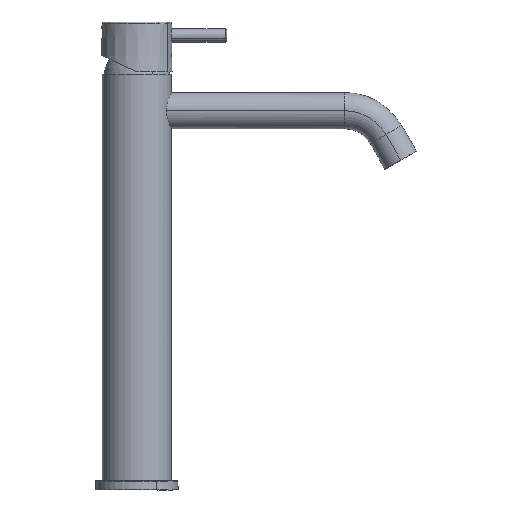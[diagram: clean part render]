
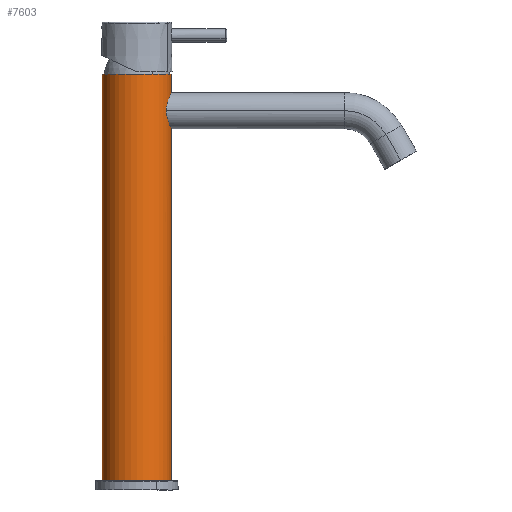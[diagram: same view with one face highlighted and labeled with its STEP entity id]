
A CAD part, front view. The second image highlights one B-rep face of the part: STEP entity #7603.
In plain terms, the highlighted cylindrical face has radius 21 mm (diameter 42 mm), a partial arc.
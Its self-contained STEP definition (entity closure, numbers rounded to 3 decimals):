
#5187=CARTESIAN_POINT('Axis2P3D Location',(0.,0.,0.)) ;
#5191=CARTESIAN_POINT('Vertex',(-21.,0.,0.)) ;
#5193=CARTESIAN_POINT('Vertex',(21.,0.,0.)) ;
#5215=CARTESIAN_POINT('Vertex',(21.,0.,246.5)) ;
#5217=CARTESIAN_POINT('Vertex',(-21.,0.,246.5)) ;
#5220=CARTESIAN_POINT('Axis2P3D Location',(0.,0.,246.5)) ;
#5326=CARTESIAN_POINT('Vertex',(21.,0.,235.5)) ;
#5330=CARTESIAN_POINT('Control Point',(20.494,-4.583,234.5)) ;
#5331=CARTESIAN_POINT('Control Point',(20.731,-3.522,234.986)) ;
#5332=CARTESIAN_POINT('Control Point',(20.91,-2.381,235.328)) ;
#5333=CARTESIAN_POINT('Control Point',(21.,-1.19,235.5)) ;
#5334=CARTESIAN_POINT('Control Point',(21.,0.,235.5)) ;
#5335=CARTESIAN_POINT('Vertex',(20.494,-4.583,234.5)) ;
#5339=CARTESIAN_POINT('Control Point',(17.889,-11.,224.5)) ;
#5340=CARTESIAN_POINT('Control Point',(17.889,-11.,225.878)) ;
#5341=CARTESIAN_POINT('Control Point',(18.021,-10.784,227.256)) ;
#5342=CARTESIAN_POINT('Control Point',(18.286,-10.354,228.566)) ;
#5343=CARTESIAN_POINT('Control Point',(18.912,-9.217,230.819)) ;
#5344=CARTESIAN_POINT('Control Point',(19.635,-7.526,232.645)) ;
#5345=CARTESIAN_POINT('Control Point',(19.963,-6.634,233.389)) ;
#5346=CARTESIAN_POINT('Control Point',(20.256,-5.646,234.013)) ;
#5347=CARTESIAN_POINT('Control Point',(20.494,-4.583,234.5)) ;
#5348=CARTESIAN_POINT('Vertex',(17.889,-11.,224.5)) ;
#5431=CARTESIAN_POINT('Control Point',(17.889,-11.,224.5)) ;
#5432=CARTESIAN_POINT('Control Point',(17.889,-11.,223.122)) ;
#5433=CARTESIAN_POINT('Control Point',(18.021,-10.784,221.744)) ;
#5434=CARTESIAN_POINT('Control Point',(18.286,-10.354,220.434)) ;
#5435=CARTESIAN_POINT('Control Point',(18.842,-9.344,218.433)) ;
#5436=CARTESIAN_POINT('Control Point',(19.475,-7.897,216.768)) ;
#5437=CARTESIAN_POINT('Control Point',(19.725,-7.259,216.166)) ;
#5438=CARTESIAN_POINT('Control Point',(20.289,-5.612,214.894)) ;
#5439=CARTESIAN_POINT('Control Point',(20.725,-3.676,214.024)) ;
#5440=CARTESIAN_POINT('Control Point',(20.909,-2.479,213.675)) ;
#5441=CARTESIAN_POINT('Control Point',(21.,-1.24,213.5)) ;
#5442=CARTESIAN_POINT('Control Point',(21.,0.,213.5)) ;
#5443=CARTESIAN_POINT('Vertex',(21.,0.,213.5)) ;
#7529=CARTESIAN_POINT('Axis2P3D Location',(0.,0.,114.5)) ;
#7558=CARTESIAN_POINT('Line Origine',(-21.,0.,114.5)) ;
#7562=CARTESIAN_POINT('Vertex',(-21.,0.,234.5)) ;
#7565=CARTESIAN_POINT('Line Origine',(21.,0.,114.5)) ;
#7570=CARTESIAN_POINT('Line Origine',(21.,0.,114.5)) ;
#7575=CARTESIAN_POINT('Line Origine',(-21.,0.,114.5)) ;
#7560=VECTOR('Line Direction',#7559,1.) ;
#7567=VECTOR('Line Direction',#7566,1.) ;
#7572=VECTOR('Line Direction',#7571,1.) ;
#7577=VECTOR('Line Direction',#7576,1.) ;
#5188=DIRECTION('Axis2P3D Direction',(0.,0.,1.)) ;
#5221=DIRECTION('Axis2P3D Direction',(0.,0.,1.)) ;
#7530=DIRECTION('Axis2P3D Direction',(0.,0.,-1.)) ;
#7531=DIRECTION('Axis2P3D XDirection',(1.,0.,0.)) ;
#7559=DIRECTION('Vector Direction',(0.,0.,-1.)) ;
#7566=DIRECTION('Vector Direction',(0.,0.,-1.)) ;
#7571=DIRECTION('Vector Direction',(0.,0.,-1.)) ;
#7576=DIRECTION('Vector Direction',(0.,0.,-1.)) ;
#5189=AXIS2_PLACEMENT_3D('Circle Axis2P3D',#5187,#5188,$) ;
#5222=AXIS2_PLACEMENT_3D('Circle Axis2P3D',#5220,#5221,$) ;
#7532=AXIS2_PLACEMENT_3D('Cylinder Axis2P3D',#7529,#7530,#7531) ;
#7561=LINE('Line',#7558,#7560) ;
#7568=LINE('Line',#7565,#7567) ;
#7573=LINE('Line',#7570,#7572) ;
#7578=LINE('Line',#7575,#7577) ;
#5190=CIRCLE('generated circle',#5189,21.) ;
#5223=CIRCLE('generated circle',#5222,21.) ;
#7533=CYLINDRICAL_SURFACE('generated cylinder',#7532,21.) ;
#5195=EDGE_CURVE('',#5192,#5194,#5190,.T.) ;
#5224=EDGE_CURVE('',#5218,#5216,#5223,.T.) ;
#5337=EDGE_CURVE('',#5336,#5327,#5329,.T.) ;
#5350=EDGE_CURVE('',#5349,#5336,#5338,.T.) ;
#5445=EDGE_CURVE('',#5349,#5444,#5430,.T.) ;
#7564=EDGE_CURVE('',#7563,#5218,#7561,.F.) ;
#7569=EDGE_CURVE('',#5327,#5216,#7568,.F.) ;
#7574=EDGE_CURVE('',#5194,#5444,#7573,.F.) ;
#7579=EDGE_CURVE('',#5192,#7563,#7578,.F.) ;
#7593=ORIENTED_EDGE('',*,*,#7574,.T.) ;
#7594=ORIENTED_EDGE('',*,*,#5445,.F.) ;
#7595=ORIENTED_EDGE('',*,*,#5350,.T.) ;
#7596=ORIENTED_EDGE('',*,*,#5337,.T.) ;
#7597=ORIENTED_EDGE('',*,*,#7569,.T.) ;
#7598=ORIENTED_EDGE('',*,*,#5224,.F.) ;
#7599=ORIENTED_EDGE('',*,*,#7564,.F.) ;
#7600=ORIENTED_EDGE('',*,*,#7579,.F.) ;
#7601=ORIENTED_EDGE('',*,*,#5195,.T.) ;
#7592=EDGE_LOOP('',(#7593,#7594,#7595,#7596,#7597,#7598,#7599,#7600,#7601)) ;
#5192=VERTEX_POINT('',#5191) ;
#5194=VERTEX_POINT('',#5193) ;
#5216=VERTEX_POINT('',#5215) ;
#5218=VERTEX_POINT('',#5217) ;
#5327=VERTEX_POINT('',#5326) ;
#5336=VERTEX_POINT('',#5335) ;
#5349=VERTEX_POINT('',#5348) ;
#5444=VERTEX_POINT('',#5443) ;
#7563=VERTEX_POINT('',#7562) ;
#7603=ADVANCED_FACE('PartBody',(#7602),#7533,.T.) ;
#5329=B_SPLINE_CURVE_WITH_KNOTS('',4,(#5330,#5331,#5332,#5333,#5334),.UNSPECIFIED.,.F.,.U.,(5,5),(18.183,24.917),.UNSPECIFIED.) ;
#5338=B_SPLINE_CURVE_WITH_KNOTS('',5,(#5339,#5340,#5341,#5342,#5343,#5344,#5345,#5346,#5347),.UNSPECIFIED.,.F.,.U.,(6,3,6),(0.,9.742,18.183),.UNSPECIFIED.) ;
#5430=B_SPLINE_CURVE_WITH_KNOTS('',5,(#5431,#5432,#5433,#5434,#5435,#5436,#5437,#5438,#5439,#5440,#5441,#5442),.UNSPECIFIED.,.F.,.U.,(6,3,3,6),(0.,9.742,16.151,24.917),.UNSPECIFIED.) ;
#7602=FACE_OUTER_BOUND('',#7592,.T.) ;
